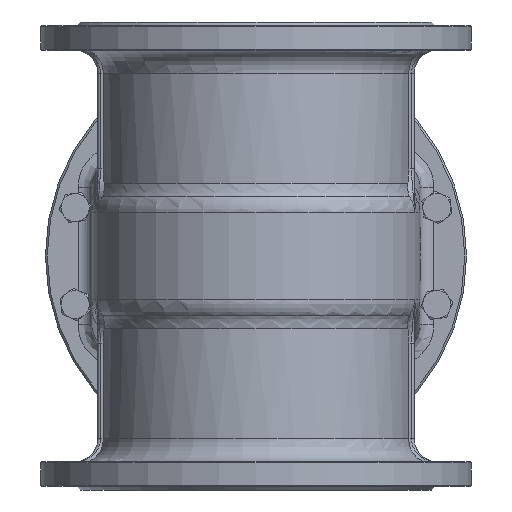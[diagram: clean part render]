
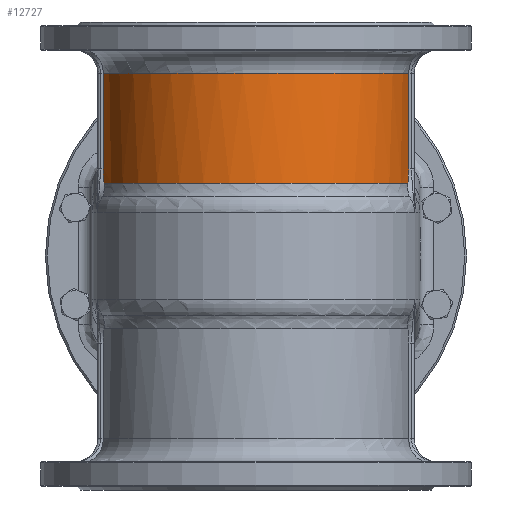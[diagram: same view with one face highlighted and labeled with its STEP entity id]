
A CAD part, front view. The second image highlights one B-rep face of the part: STEP entity #12727.
In plain terms, the highlighted cylindrical face has radius 165 mm (diameter 330 mm), a partial arc.
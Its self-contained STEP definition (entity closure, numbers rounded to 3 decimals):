
#1303=CYLINDRICAL_SURFACE('',#14010,165.);
#1958=LINE('',#23782,#2703);
#1959=LINE('',#23957,#2704);
#2703=VECTOR('',#16782,10.);
#2704=VECTOR('',#16793,10.);
#3558=FACE_OUTER_BOUND('',#4363,.T.);
#4363=EDGE_LOOP('',(#10954,#10955,#10956,#10957,#10958,#10959));
#4863=B_SPLINE_CURVE_WITH_KNOTS('',3,(#23837,#23838,#23839,#23840,#23841,
#23842,#23843,#23844),.UNSPECIFIED.,.F.,.F.,(4,2,2,4),(0.,0.659,
1.305,1.751),.UNSPECIFIED.);
#4870=B_SPLINE_CURVE_WITH_KNOTS('',3,(#23944,#23945,#23946,#23947,#23948,
#23949),.UNSPECIFIED.,.F.,.F.,(4,2,4),(1.964,2.662,
3.581),.UNSPECIFIED.);
#5388=CIRCLE('',#14008,165.);
#5390=CIRCLE('',#14011,165.);
#6413=VERTEX_POINT('',#23764);
#6414=VERTEX_POINT('',#23781);
#6415=VERTEX_POINT('',#23836);
#6418=VERTEX_POINT('',#23869);
#6421=VERTEX_POINT('',#23943);
#6422=VERTEX_POINT('',#23955);
#7980=EDGE_CURVE('',#6413,#6414,#1958,.T.);
#7982=EDGE_CURVE('',#6414,#6415,#4863,.T.);
#7986=EDGE_CURVE('',#6418,#6415,#5388,.T.);
#7991=EDGE_CURVE('',#6418,#6421,#4870,.T.);
#7993=EDGE_CURVE('',#6413,#6422,#5390,.T.);
#7994=EDGE_CURVE('',#6422,#6421,#1959,.T.);
#10954=ORIENTED_EDGE('',*,*,#7982,.F.);
#10955=ORIENTED_EDGE('',*,*,#7980,.F.);
#10956=ORIENTED_EDGE('',*,*,#7993,.T.);
#10957=ORIENTED_EDGE('',*,*,#7994,.T.);
#10958=ORIENTED_EDGE('',*,*,#7991,.F.);
#10959=ORIENTED_EDGE('',*,*,#7986,.T.);
#12727=ADVANCED_FACE('',(#3558),#1303,.T.);
#14008=AXIS2_PLACEMENT_3D('',#23870,#16785,#16786);
#14010=AXIS2_PLACEMENT_3D('',#23954,#16789,#16790);
#14011=AXIS2_PLACEMENT_3D('',#23956,#16791,#16792);
#16782=DIRECTION('',(0.,0.,-1.));
#16785=DIRECTION('center_axis',(0.,0.,1.));
#16786=DIRECTION('ref_axis',(0.,-1.,0.));
#16789=DIRECTION('center_axis',(0.,0.,1.));
#16790=DIRECTION('ref_axis',(1.,0.,0.));
#16791=DIRECTION('center_axis',(0.,0.,-1.));
#16792=DIRECTION('ref_axis',(0.,-1.,0.));
#16793=DIRECTION('',(0.,0.,-1.));
#23764=CARTESIAN_POINT('',(163.095,-25.,445.));
#23781=CARTESIAN_POINT('',(163.095,-25.,344.462));
#23782=CARTESIAN_POINT('',(163.095,-25.,470.));
#23836=CARTESIAN_POINT('',(162.286,-29.804,327.984));
#23837=CARTESIAN_POINT('Ctrl Pts',(163.095,-25.,344.462));
#23838=CARTESIAN_POINT('Ctrl Pts',(163.095,-25.,342.265));
#23839=CARTESIAN_POINT('Ctrl Pts',(163.059,-25.236,340.07));
#23840=CARTESIAN_POINT('Ctrl Pts',(162.914,-26.156,335.822));
#23841=CARTESIAN_POINT('Ctrl Pts',(162.806,-26.831,333.765));
#23842=CARTESIAN_POINT('Ctrl Pts',(162.552,-28.324,330.462));
#23843=CARTESIAN_POINT('Ctrl Pts',(162.429,-29.024,329.18));
#23844=CARTESIAN_POINT('Ctrl Pts',(162.286,-29.804,327.984));
#23869=CARTESIAN_POINT('',(-162.286,-29.804,327.984));
#23870=CARTESIAN_POINT('Origin',(0.,0.,327.984));
#23943=CARTESIAN_POINT('',(-163.095,-25.,344.462));
#23944=CARTESIAN_POINT('Ctrl Pts',(-162.286,-29.804,
327.984));
#23945=CARTESIAN_POINT('Ctrl Pts',(-162.524,-28.509,
329.972));
#23946=CARTESIAN_POINT('Ctrl Pts',(-162.707,-27.425,332.203));
#23947=CARTESIAN_POINT('Ctrl Pts',(-163.013,-25.55,337.769));
#23948=CARTESIAN_POINT('Ctrl Pts',(-163.095,-25.,341.112));
#23949=CARTESIAN_POINT('Ctrl Pts',(-163.095,-25.,
344.462));
#23954=CARTESIAN_POINT('Origin',(0.,0.,470.));
#23955=CARTESIAN_POINT('',(-163.095,-25.,445.));
#23956=CARTESIAN_POINT('Origin',(0.,0.,445.));
#23957=CARTESIAN_POINT('',(-163.095,-25.,470.));
